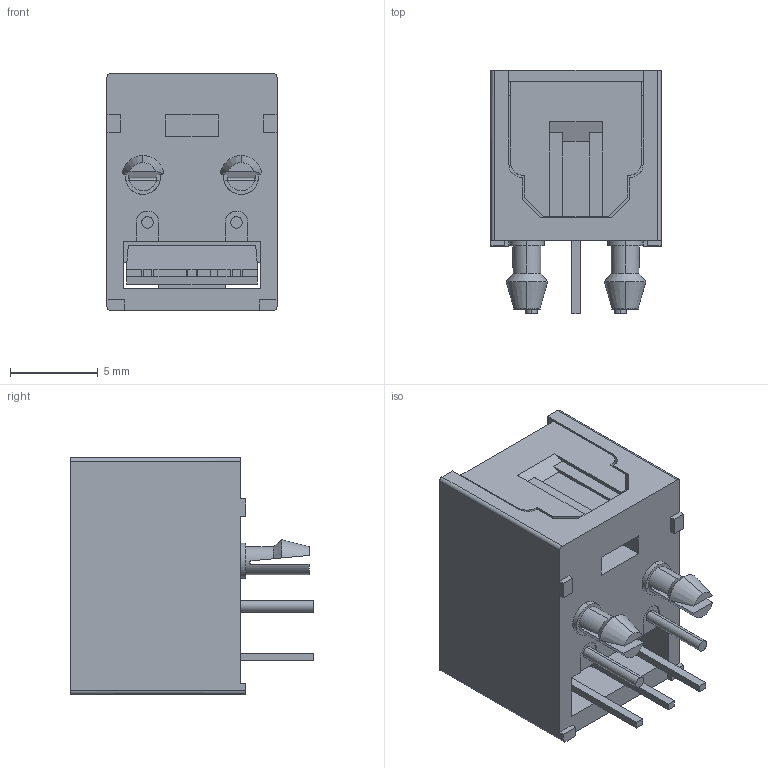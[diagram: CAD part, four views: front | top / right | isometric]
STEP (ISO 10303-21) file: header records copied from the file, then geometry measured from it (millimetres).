
FILE_DESCRIPTION (( 'STEP AP203' ), '1' );
FILE_NAME ('PLR135_T8.STEP', '2015-01-19T08:09:09', ( 'user' ), ( '' ), 'SwSTEP 2.0', 'SolidWorks 2010', '' );
FILE_SCHEMA (( 'CONFIG_CONTROL_DESIGN' ));
Length unit declared in the file: millimetre
Products named in the file (5): PLR135_T8; 零件1; 零件4; 零件2; 零件6(LED)
Assembly tree (5 placements, depth 2):
  PLR135_T8
    零件2  x2
    零件1
    零件4
    零件6(LED)
Bounding box: 9.7 x 13.85 x 13.5 mm (x, y, z)
Volume: 791.3 mm3; surface area: 1498.3 mm2
Topology: 5 solids, 5 shells, 212 faces, 570 edges, 371 vertices
Faces by surface type: plane 170, cylinder 32, cone 8, bspline 2
Entity records: 7534 total; most frequent: CARTESIAN_POINT 1873, ORIENTED_EDGE 1124, DIRECTION 945, EDGE_CURVE 562, LINE 451, VECTOR 451, VERTEX_POINT 367, AXIS2_PLACEMENT_3D 247
